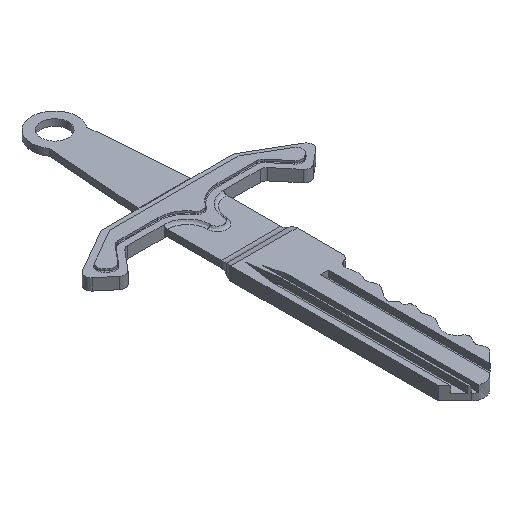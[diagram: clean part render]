
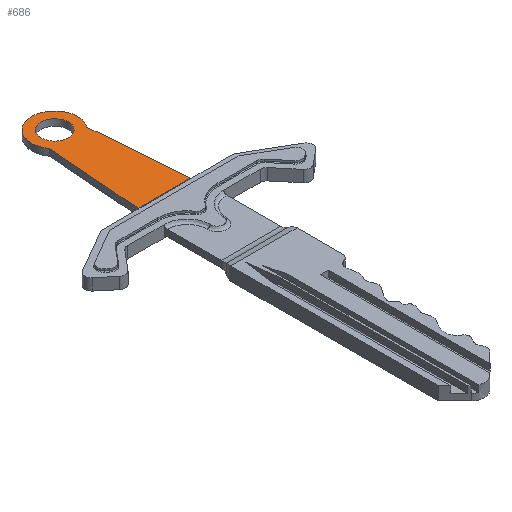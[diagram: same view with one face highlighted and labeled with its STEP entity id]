
A CAD part, isometric view. The second image highlights one B-rep face of the part: STEP entity #686.
In plain terms, the highlighted free-form (B-spline) face has degree [1, 1] with [2, 2] control points.
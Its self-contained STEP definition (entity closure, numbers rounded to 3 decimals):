
#323 = VERTEX_POINT('',#324);
#324 = CARTESIAN_POINT('',(-2.956,14.504,
    0.427));
#330 = EDGE_CURVE('',#331,#323,#333,.T.);
#331 = VERTEX_POINT('',#332);
#332 = CARTESIAN_POINT('',(3.81,14.504,0.427
    ));
#333 = B_SPLINE_CURVE_WITH_KNOTS('',1,(#334,#335),.UNSPECIFIED.,.F.,.F.,
  (2,2),(-3.962,3.962),.PIECEWISE_BEZIER_KNOTS.);
#334 = CARTESIAN_POINT('',(3.81,14.504,0.427
    ));
#335 = CARTESIAN_POINT('',(-2.956,14.504,
    0.427));
#515 = EDGE_CURVE('',#516,#323,#518,.T.);
#516 = VERTEX_POINT('',#517);
#517 = CARTESIAN_POINT('',(-1.981,26.9,
    0.427));
#518 = B_SPLINE_CURVE_WITH_KNOTS('',1,(#519,#520),.UNSPECIFIED.,.F.,.F.,
  (2,2),(0.,14.561),.PIECEWISE_BEZIER_KNOTS.);
#519 = CARTESIAN_POINT('',(-1.981,26.9,
    0.427));
#520 = CARTESIAN_POINT('',(-2.956,14.504,
    0.427));
#571 = VERTEX_POINT('',#572);
#572 = CARTESIAN_POINT('',(2.835,26.9,0.427
    ));
#577 = EDGE_CURVE('',#331,#571,#578,.T.);
#578 = B_SPLINE_CURVE_WITH_KNOTS('',1,(#579,#580),.UNSPECIFIED.,.F.,.F.,
  (2,2),(0.486,15.046),.PIECEWISE_BEZIER_KNOTS.);
#579 = CARTESIAN_POINT('',(3.81,14.504,0.427
    ));
#580 = CARTESIAN_POINT('',(2.835,26.9,0.427
    ));
#604 = VERTEX_POINT('',#605);
#605 = CARTESIAN_POINT('',(2.198,28.671,0.427
    ));
#610 = EDGE_CURVE('',#604,#604,#611,.T.);
#611 = ( BOUNDED_CURVE() B_SPLINE_CURVE(2,(#612,#613,#614,#615,#616,#617
,#618),.UNSPECIFIED.,.T.,.F.) B_SPLINE_CURVE_WITH_KNOTS((3,2,2,3),(
    3.142,5.236,7.33,9.425),
.PIECEWISE_BEZIER_KNOTS.) CURVE() GEOMETRIC_REPRESENTATION_ITEM() 
RATIONAL_B_SPLINE_CURVE((1.,0.5,1.,0.5,1.,0.5,1.)) REPRESENTATION_ITEM(
  '') );
#612 = CARTESIAN_POINT('',(2.198,28.671,0.427
    ));
#613 = CARTESIAN_POINT('',(2.198,25.603,0.427
    ));
#614 = CARTESIAN_POINT('',(-0.458,27.137,
    0.427));
#615 = CARTESIAN_POINT('',(-3.115,28.671,
    0.427));
#616 = CARTESIAN_POINT('',(-0.458,30.204,
    0.427));
#617 = CARTESIAN_POINT('',(2.198,31.738,0.427
    ));
#618 = CARTESIAN_POINT('',(2.198,28.671,0.427
    ));
#666 = EDGE_CURVE('',#571,#516,#667,.T.);
#667 = ( BOUNDED_CURVE() B_SPLINE_CURVE(2,(#668,#669,#670,#671,#672),
.UNSPECIFIED.,.F.,.F.) B_SPLINE_CURVE_WITH_KNOTS((3,2,3),(0.,
2.205,4.41),.PIECEWISE_BEZIER_KNOTS.) CURVE() 
GEOMETRIC_REPRESENTATION_ITEM() RATIONAL_B_SPLINE_CURVE((1.,
0.451,1.,0.451,1.)) REPRESENTATION_ITEM('') );
#668 = CARTESIAN_POINT('',(2.835,26.9,0.427
    ));
#669 = CARTESIAN_POINT('',(6.336,31.66,0.427
    ));
#670 = CARTESIAN_POINT('',(0.427,31.66,0.427
    ));
#671 = CARTESIAN_POINT('',(-5.482,31.66,
    0.427));
#672 = CARTESIAN_POINT('',(-1.981,26.9,
    0.427));
#686 = ADVANCED_FACE('',(#687,#693),#696,.T.);
#687 = FACE_BOUND('',#688,.T.);
#688 = EDGE_LOOP('',(#689,#690,#691,#692));
#689 = ORIENTED_EDGE('',*,*,#330,.F.);
#690 = ORIENTED_EDGE('',*,*,#577,.T.);
#691 = ORIENTED_EDGE('',*,*,#666,.T.);
#692 = ORIENTED_EDGE('',*,*,#515,.T.);
#693 = FACE_BOUND('',#694,.T.);
#694 = EDGE_LOOP('',(#695));
#695 = ORIENTED_EDGE('',*,*,#610,.T.);
#696 = B_SPLINE_SURFACE_WITH_KNOTS('',1,1,(
    (#697,#698)
    ,(#699,#700
    )),.UNSPECIFIED.,.F.,.F.,.F.,(2,2),(2,2),(-3.962,
    3.962),(-8.337,11.752),
  .PIECEWISE_BEZIER_KNOTS.);
#697 = CARTESIAN_POINT('',(-2.956,14.504,
    0.427));
#698 = CARTESIAN_POINT('',(-2.956,31.66,
    0.427));
#699 = CARTESIAN_POINT('',(3.81,14.504,0.427
    ));
#700 = CARTESIAN_POINT('',(3.81,31.66,0.427
    ));
